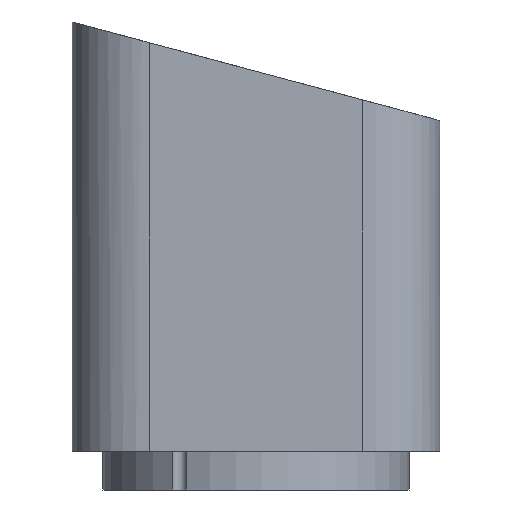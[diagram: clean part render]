
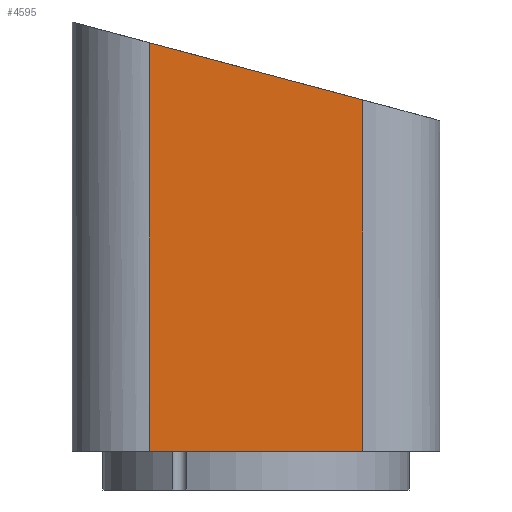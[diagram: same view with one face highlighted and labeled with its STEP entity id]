
A CAD part, left-side view. The second image highlights one B-rep face of the part: STEP entity #4595.
In plain terms, the highlighted planar face has unit normal (-1, 0, 0).
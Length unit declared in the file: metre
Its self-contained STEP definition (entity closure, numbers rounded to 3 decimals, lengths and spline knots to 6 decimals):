
#679=ORIENTED_EDGE('',*,*,#2046,.T.);
#680=ORIENTED_EDGE('',*,*,#2048,.T.);
#681=ORIENTED_EDGE('',*,*,#2049,.F.);
#682=ORIENTED_EDGE('',*,*,#2050,.T.);
#2046=EDGE_CURVE('',#2727,#2726,#3099,.T.);
#2048=EDGE_CURVE('',#2726,#2728,#3100,.T.);
#2049=EDGE_CURVE('',#2729,#2728,#3101,.T.);
#2050=EDGE_CURVE('',#2729,#2727,#3102,.T.);
#2726=VERTEX_POINT('',#6971);
#2727=VERTEX_POINT('',#6973);
#2728=VERTEX_POINT('',#6977);
#2729=VERTEX_POINT('',#6979);
#3099=LINE('',#6972,#3520);
#3100=LINE('',#6976,#3521);
#3101=LINE('',#6978,#3522);
#3102=LINE('',#6980,#3523);
#3520=VECTOR('',#5424,1.);
#3521=VECTOR('',#5429,1.);
#3522=VECTOR('',#5430,1.);
#3523=VECTOR('',#5431,1.);
#3861=EDGE_LOOP('',(#679,#680,#681,#682));
#4175=FACE_BOUND('',#3861,.T.);
#4455=PLANE('',#4916);
#4595=ADVANCED_FACE('',(#4175),#4455,.T.);
#4916=AXIS2_PLACEMENT_3D('',#6975,#5427,#5428);
#5424=DIRECTION('',(0.,0.,-1.));
#5427=DIRECTION('',(-1.,0.,0.));
#5428=DIRECTION('',(0.,-1.,0.));
#5429=DIRECTION('',(0.,-1.,0.));
#5430=DIRECTION('',(0.,0.,-1.));
#5431=DIRECTION('',(0.,0.966,0.259));
#6971=CARTESIAN_POINT('',(-0.0475,0.0275,-0.005));
#6972=CARTESIAN_POINT('',(-0.0475,0.0275,0.002));
#6973=CARTESIAN_POINT('',(-0.0475,0.0275,0.100463));
#6975=CARTESIAN_POINT('',(-0.0475,0.,0.002));
#6976=CARTESIAN_POINT('',(-0.0475,0.,-0.005));
#6977=CARTESIAN_POINT('',(-0.0475,-0.0275,-0.005));
#6978=CARTESIAN_POINT('',(-0.0475,-0.0275,0.002));
#6979=CARTESIAN_POINT('',(-0.0475,-0.0275,0.085726));
#6980=CARTESIAN_POINT('',(-0.0475,0.003182,0.093947));
